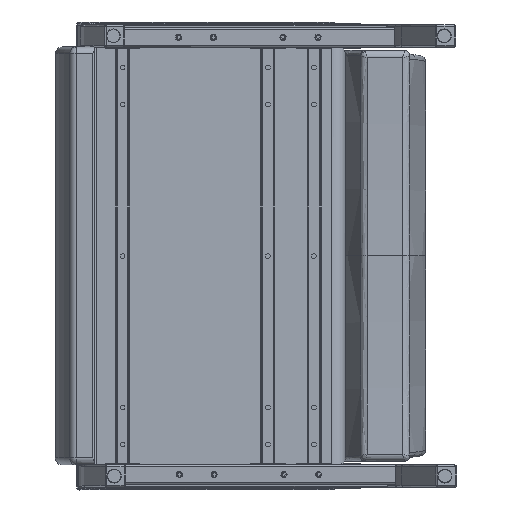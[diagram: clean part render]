
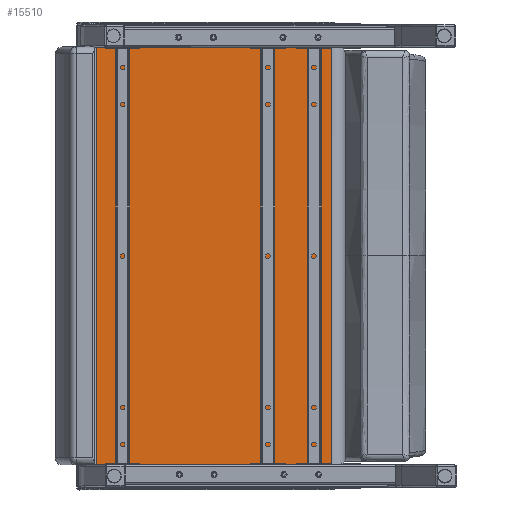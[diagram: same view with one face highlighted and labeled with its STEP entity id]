
A CAD part, front view. The second image highlights one B-rep face of the part: STEP entity #15510.
In plain terms, the highlighted planar face has unit normal (0, -1, 0).
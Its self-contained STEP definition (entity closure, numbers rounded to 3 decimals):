
#1409=PLANE('',#17351);
#2140=LINE('',#48080,#2975);
#2156=LINE('',#48214,#2991);
#2162=LINE('',#48301,#2997);
#2163=LINE('',#48303,#2998);
#2975=VECTOR('',#21356,0.394);
#2991=VECTOR('',#21432,0.394);
#2997=VECTOR('',#21494,0.394);
#2998=VECTOR('',#21497,0.394);
#4160=FACE_OUTER_BOUND('',#5329,.T.);
#5329=EDGE_LOOP('',(#13096,#13097,#13098,#13099));
#7483=VERTEX_POINT('',#48068);
#7484=VERTEX_POINT('',#48079);
#7508=VERTEX_POINT('',#48202);
#7509=VERTEX_POINT('',#48213);
#9366=EDGE_CURVE('',#7483,#7484,#2140,.T.);
#9405=EDGE_CURVE('',#7508,#7509,#2156,.T.);
#9430=EDGE_CURVE('',#7508,#7484,#2162,.T.);
#9431=EDGE_CURVE('',#7509,#7483,#2163,.T.);
#13096=ORIENTED_EDGE('',*,*,#9366,.F.);
#13097=ORIENTED_EDGE('',*,*,#9431,.F.);
#13098=ORIENTED_EDGE('',*,*,#9405,.F.);
#13099=ORIENTED_EDGE('',*,*,#9430,.T.);
#15510=ADVANCED_FACE('',(#4160),#1409,.T.);
#17351=AXIS2_PLACEMENT_3D('',#48302,#21495,#21496);
#21356=DIRECTION('',(1.,0.,0.));
#21432=DIRECTION('',(-1.,0.,0.));
#21494=DIRECTION('',(0.,0.,1.));
#21495=DIRECTION('center_axis',(0.,-1.,0.));
#21496=DIRECTION('ref_axis',(1.,0.,0.));
#21497=DIRECTION('',(0.,0.,1.));
#48068=CARTESIAN_POINT('',(-12.083,0.797,29.966));
#48079=CARTESIAN_POINT('',(4.791,0.797,29.966));
#48080=CARTESIAN_POINT('',(-9.146,0.797,29.966));
#48202=CARTESIAN_POINT('',(4.791,0.797,0.034));
#48213=CARTESIAN_POINT('',(-12.083,0.797,0.034));
#48214=CARTESIAN_POINT('',(-9.146,0.797,0.034));
#48301=CARTESIAN_POINT('',(4.791,0.797,0.));
#48302=CARTESIAN_POINT('Origin',(-12.083,0.797,0.));
#48303=CARTESIAN_POINT('',(-12.083,0.797,0.));
